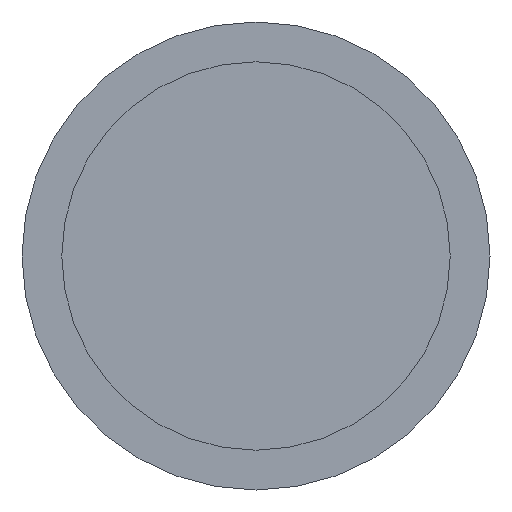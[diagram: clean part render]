
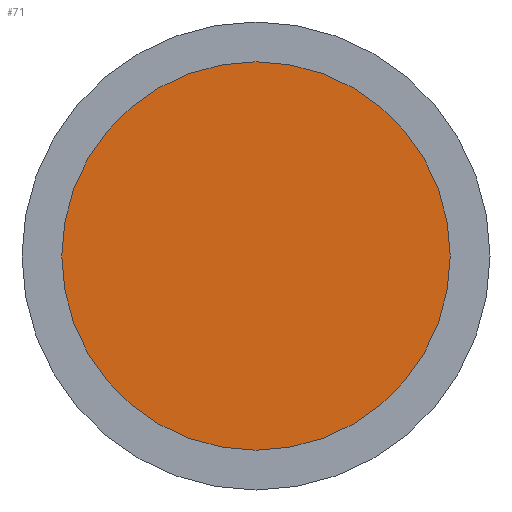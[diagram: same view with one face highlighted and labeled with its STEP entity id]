
A CAD part, front view. The second image highlights one B-rep face of the part: STEP entity #71.
In plain terms, the highlighted planar face has unit normal (0, -1, 0).
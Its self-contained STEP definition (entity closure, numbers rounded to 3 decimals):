
#71 = ADVANCED_FACE( '', ( #158 ), #159, .F. );
#158 = FACE_OUTER_BOUND( '', #293, .T. );
#159 = PLANE( '', #294 );
#293 = EDGE_LOOP( '', ( #427 ) );
#294 = AXIS2_PLACEMENT_3D( '', #428, #429, #430 );
#427 = ORIENTED_EDGE( '', *, *, #583, .T. );
#428 = CARTESIAN_POINT( '', ( 20.75, 3., 0. ) );
#429 = DIRECTION( '', ( 0., 1., 0. ) );
#430 = DIRECTION( '', ( 0., 0., 1. ) );
#583 = EDGE_CURVE( '', #677, #677, #678, .T. );
#677 = VERTEX_POINT( '', #794 );
#678 = CIRCLE( '', #795, 20.75 );
#794 = CARTESIAN_POINT( '', ( 0., 3., -20.75 ) );
#795 = AXIS2_PLACEMENT_3D( '', #896, #897, #898 );
#896 = CARTESIAN_POINT( '', ( 0., 3., 0. ) );
#897 = DIRECTION( '', ( 0., -1., 0. ) );
#898 = DIRECTION( '', ( 0., 0., -1. ) );
